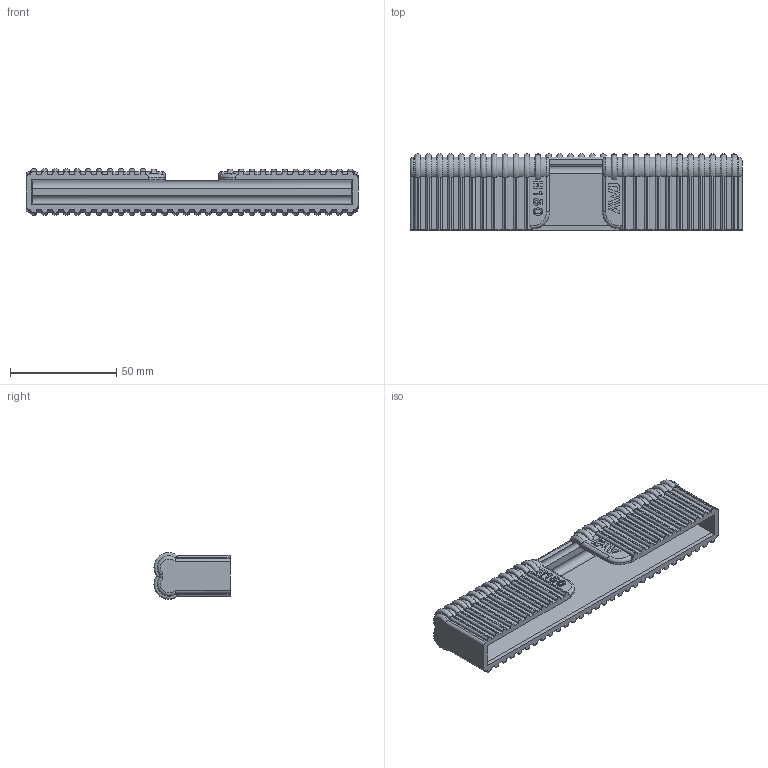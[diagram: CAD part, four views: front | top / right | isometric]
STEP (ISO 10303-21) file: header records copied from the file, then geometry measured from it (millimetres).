
FILE_DESCRIPTION( ( 'STEP AP203' ), '1' );
FILE_NAME( 'H150.step', '2022-07-25T01:18:13', ( ' ' ), ( ' ' ), 'XStep 1.0', ' ', ' ' );
FILE_SCHEMA( ( 'CONFIG_CONTROL_DESIGN' ) );
Length unit declared in the file: millimetre
Products named in the file (1): 1
Bounding box: 156 x 35.73 x 21.95 mm (x, y, z)
Volume: 41674 mm3; surface area: 30361.7 mm2
Topology: 1 solids, 1 shells, 671 faces, 1879 edges, 1220 vertices
Faces by surface type: plane 388, cylinder 215, bspline 54, torus 8, extrusion 6
Entity records: 41382 total; most frequent: CARTESIAN_POINT 25656, ORIENTED_EDGE 3754, DIRECTION 2513, EDGE_CURVE 1877, VERTEX_POINT 1220, VECTOR 933, LINE 927, AXIS2_PLACEMENT_3D 790
